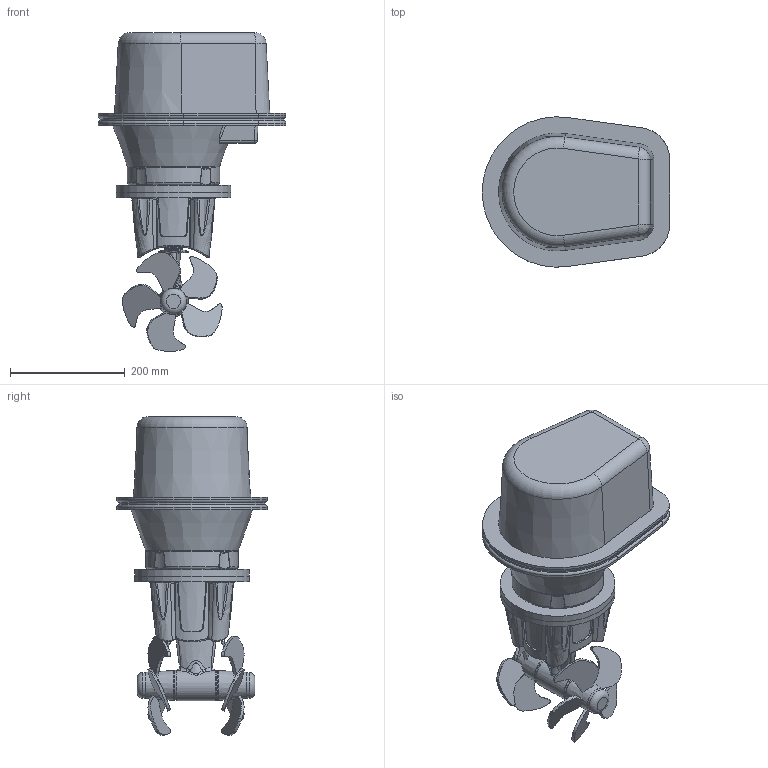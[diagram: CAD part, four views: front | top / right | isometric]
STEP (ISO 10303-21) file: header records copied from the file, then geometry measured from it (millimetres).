
FILE_DESCRIPTION(/* description */ (''),/* implementation_level */ '2;1');
FILE_NAME(/* name */ 'SE80_185mm IP.stp',/* time_stamp */ '2016-03-22T09:12:45+01:00',/* author */ ('elvira'),/* organization */ (''),/* preprocessor_version */ 'ST-DEVELOPER v16.1',/* originating_system */ 'Autodesk Inventor 2016',/* authorisation */ '');
FILE_SCHEMA (('AUTOMOTIVE_DESIGN { 1 0 10303 214 3 1 1 }'));
Products named in the file (1): SM-120498
Bounding box: 326.53 x 261.87 x 555.46 mm (x, y, z)
Volume: 13315516.5 mm3; surface area: 837853.7 mm2
Topology: 4 solids, 4 shells, 461 faces, 1155 edges, 703 vertices
Faces by surface type: bspline 271, plane 69, cylinder 52, torus 35, cone 32, sphere 2
Full cylindrical faces by diameter (mm): 32 x1, 44.7 x2, 52 x2, 160.767 x1, 200 x2
Entity records: 35390 total; most frequent: CARTESIAN_POINT 25897, ORIENTED_EDGE 2216, DIRECTION 1215, EDGE_CURVE 1108, VERTEX_POINT 692, B_SPLINE_CURVE_WITH_KNOTS 584, AXIS2_PLACEMENT_3D 512, EDGE_LOOP 498
